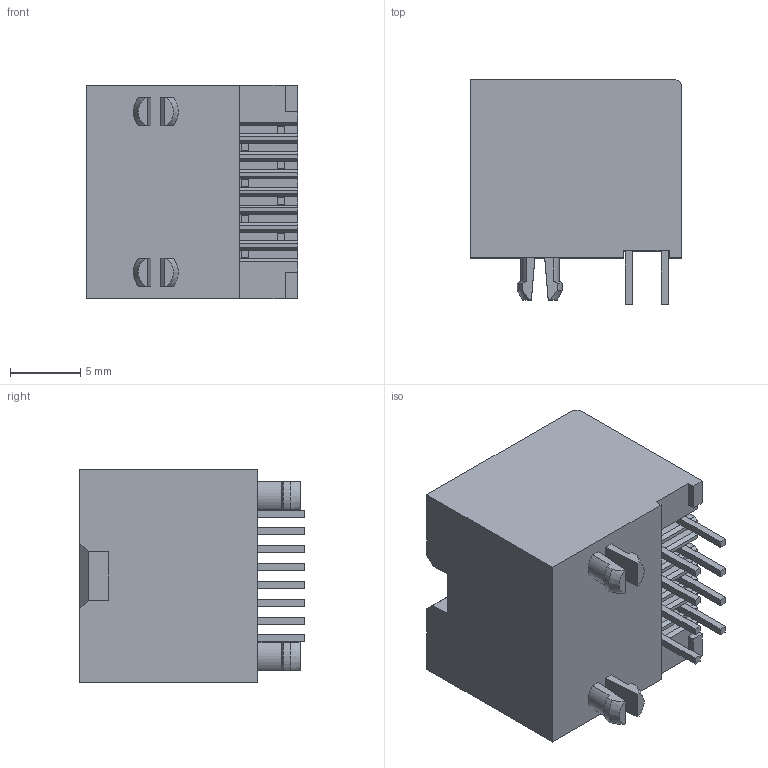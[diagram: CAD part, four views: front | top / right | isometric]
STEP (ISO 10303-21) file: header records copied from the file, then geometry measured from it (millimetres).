
FILE_DESCRIPTION((''),'2;1');
FILE_NAME('955032884','2019-03-11T',('gga'),(''),'PRO/ENGINEER BY PARAMETRIC TECHNOLOGY CORPORATION, 2016010','PRO/ENGINEER BY PARAMETRIC TECHNOLOGY CORPORATION, 2016010','');
FILE_SCHEMA(('CONFIG_CONTROL_DESIGN'));
Length unit declared in the file: millimetre
Products named in the file (1): 955032884
Bounding box: 15.08 x 16 x 15.24 mm (x, y, z)
Volume: 2088.3 mm3; surface area: 1975.5 mm2
Topology: 1 solids, 1 shells, 215 faces, 608 edges, 409 vertices
Faces by surface type: plane 198, cylinder 9, cone 8
Entity records: 6885 total; most frequent: CARTESIAN_POINT 1273, ORIENTED_EDGE 1172, DIRECTION 1066, EDGE_CURVE 586, VECTOR 550, LINE 550, VERTEX_POINT 385, AXIS2_PLACEMENT_3D 258
